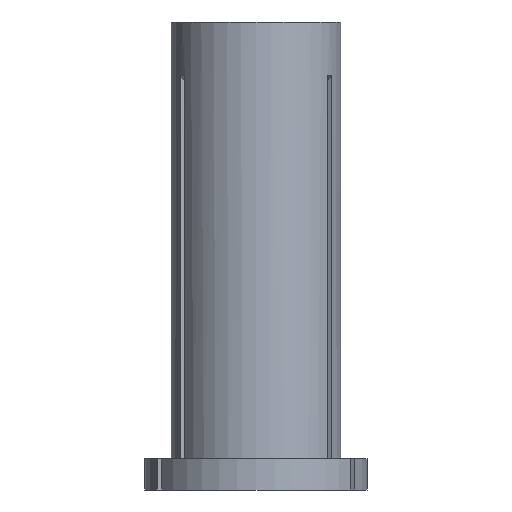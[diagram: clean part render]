
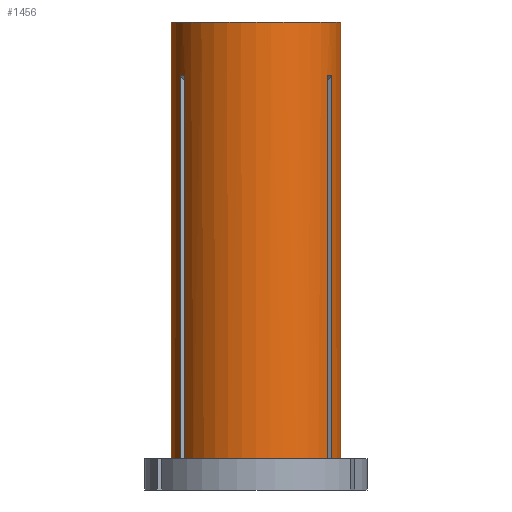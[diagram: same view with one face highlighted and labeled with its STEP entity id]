
A CAD part, front view. The second image highlights one B-rep face of the part: STEP entity #1456.
In plain terms, the highlighted cylindrical face has radius 9.525 mm (diameter 19.05 mm), a partial arc.
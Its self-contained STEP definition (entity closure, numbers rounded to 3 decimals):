
#3 = LINE ( 'NONE', #1358, #657 ) ;
#28 = VERTEX_POINT ( 'NONE', #146 ) ;
#34 = DIRECTION ( 'NONE',  ( 0., 0., 1. ) ) ;
#36 = EDGE_CURVE ( 'NONE', #968, #1046, #350, .T. ) ;
#38 = EDGE_LOOP ( 'NONE', ( #1165, #1364, #863, #1302, #561, #178, #179, #1465, #649, #541, #317, #1125 ) ) ;
#44 = FACE_OUTER_BOUND ( 'NONE', #38, .T. ) ;
#58 = LINE ( 'NONE', #677, #1318 ) ;
#73 = EDGE_CURVE ( 'NONE', #793, #1268, #543, .T. ) ;
#74 = CARTESIAN_POINT ( 'NONE',  ( 7.988, -5.189, -6.014 ) ) ;
#81 = CARTESIAN_POINT ( 'NONE',  ( -9.525, 0., -49. ) ) ;
#97 = VERTEX_POINT ( 'NONE', #300 ) ;
#117 = VECTOR ( 'NONE', #640, 1000. ) ;
#135 = VECTOR ( 'NONE', #238, 1000. ) ;
#139 = VECTOR ( 'NONE', #1449, 1000. ) ;
#142 = EDGE_CURVE ( 'NONE', #176, #1046, #608, .T. ) ;
#146 = CARTESIAN_POINT ( 'NONE',  ( 7.988, -5.189, -6.014 ) ) ;
#161 = EDGE_CURVE ( 'NONE', #388, #176, #985, .T. ) ;
#168 = DIRECTION ( 'NONE',  ( 1., 0., 0. ) ) ;
#176 = VERTEX_POINT ( 'NONE', #209 ) ;
#178 = ORIENTED_EDGE ( 'NONE', *, *, #304, .T. ) ;
#179 = ORIENTED_EDGE ( 'NONE', *, *, #936, .T. ) ;
#183 = AXIS2_PLACEMENT_3D ( 'NONE', #186, #1432, #168 ) ;
#186 = CARTESIAN_POINT ( 'NONE',  ( 0., 0., 0. ) ) ;
#195 = VERTEX_POINT ( 'NONE', #81 ) ;
#209 = CARTESIAN_POINT ( 'NONE',  ( 9.525, 0., -49. ) ) ;
#230 = CARTESIAN_POINT ( 'NONE',  ( -7.988, -5.189, -49. ) ) ;
#238 = DIRECTION ( 'NONE',  ( 0., 0., 1. ) ) ;
#254 = DIRECTION ( 'NONE',  ( 1., 0., 0. ) ) ;
#255 = EDGE_CURVE ( 'NONE', #388, #824, #728, .T. ) ;
#300 = CARTESIAN_POINT ( 'NONE',  ( -8.488, -4.323, -49. ) ) ;
#301 = CARTESIAN_POINT ( 'NONE',  ( 8.488, -4.323, -6.014 ) ) ;
#304 = EDGE_CURVE ( 'NONE', #1104, #669, #786, .T. ) ;
#317 = ORIENTED_EDGE ( 'NONE', *, *, #142, .T. ) ;
#321 = CARTESIAN_POINT ( 'NONE',  ( 8.488, -4.323, 0. ) ) ;
#327 = B_SPLINE_CURVE_WITH_KNOTS ( 'NONE', 3,
 ( #74, #1128, #776, #301 ),
 .UNSPECIFIED., .F., .F.,
 ( 4, 4 ),
 ( 0.05, 0.051 ),
 .UNSPECIFIED. ) ;
#332 = AXIS2_PLACEMENT_3D ( 'NONE', #1118, #765, #547 ) ;
#350 = CIRCLE ( 'NONE', #183, 9.525 ) ;
#387 = CARTESIAN_POINT ( 'NONE',  ( -9.525, 0., 0. ) ) ;
#388 = VERTEX_POINT ( 'NONE', #452 ) ;
#392 = CARTESIAN_POINT ( 'NONE',  ( -8.336, -4.62, -5.995 ) ) ;
#405 = DIRECTION ( 'NONE',  ( 0., 0., 1. ) ) ;
#452 = CARTESIAN_POINT ( 'NONE',  ( 8.488, -4.323, -49. ) ) ;
#474 = CIRCLE ( 'NONE', #618, 9.525 ) ;
#517 = CARTESIAN_POINT ( 'NONE',  ( -8.17, -4.908, -5.995 ) ) ;
#541 = ORIENTED_EDGE ( 'NONE', *, *, #161, .T. ) ;
#543 = B_SPLINE_CURVE_WITH_KNOTS ( 'NONE', 3,
 ( #735, #392, #517, #1310 ),
 .UNSPECIFIED., .F., .F.,
 ( 4, 4 ),
 ( 0.05, 0.051 ),
 .UNSPECIFIED. ) ;
#547 = DIRECTION ( 'NONE',  ( 1., 0., 0. ) ) ;
#561 = ORIENTED_EDGE ( 'NONE', *, *, #815, .F. ) ;
#562 = CARTESIAN_POINT ( 'NONE',  ( -8.488, -4.323, -6.014 ) ) ;
#582 = CARTESIAN_POINT ( 'NONE',  ( 7.988, -5.189, 0. ) ) ;
#608 = LINE ( 'NONE', #635, #117 ) ;
#618 = AXIS2_PLACEMENT_3D ( 'NONE', #1241, #902, #254 ) ;
#635 = CARTESIAN_POINT ( 'NONE',  ( 9.525, 0., 0. ) ) ;
#640 = DIRECTION ( 'NONE',  ( 0., 0., 1. ) ) ;
#649 = ORIENTED_EDGE ( 'NONE', *, *, #255, .F. ) ;
#657 = VECTOR ( 'NONE', #34, 1000. ) ;
#669 = VERTEX_POINT ( 'NONE', #1013 ) ;
#677 = CARTESIAN_POINT ( 'NONE',  ( -7.988, -5.189, 0. ) ) ;
#692 = DIRECTION ( 'NONE',  ( 0., 0., 1. ) ) ;
#725 = LINE ( 'NONE', #1254, #135 ) ;
#728 = LINE ( 'NONE', #321, #139 ) ;
#735 = CARTESIAN_POINT ( 'NONE',  ( -8.488, -4.323, -6.014 ) ) ;
#765 = DIRECTION ( 'NONE',  ( 0., 0., 1. ) ) ;
#776 = CARTESIAN_POINT ( 'NONE',  ( 8.336, -4.621, -5.995 ) ) ;
#785 = VECTOR ( 'NONE', #692, 1000. ) ;
#786 = CIRCLE ( 'NONE', #1099, 9.525 ) ;
#793 = VERTEX_POINT ( 'NONE', #562 ) ;
#794 = EDGE_CURVE ( 'NONE', #97, #793, #725, .T. ) ;
#815 = EDGE_CURVE ( 'NONE', #1104, #1268, #58, .T. ) ;
#824 = VERTEX_POINT ( 'NONE', #904 ) ;
#863 = ORIENTED_EDGE ( 'NONE', *, *, #794, .T. ) ;
#902 = DIRECTION ( 'NONE',  ( 0., 0., 1. ) ) ;
#904 = CARTESIAN_POINT ( 'NONE',  ( 8.488, -4.323, -6.014 ) ) ;
#936 = EDGE_CURVE ( 'NONE', #669, #28, #1160, .T. ) ;
#968 = VERTEX_POINT ( 'NONE', #387 ) ;
#985 = CIRCLE ( 'NONE', #332, 9.525 ) ;
#1013 = CARTESIAN_POINT ( 'NONE',  ( 7.988, -5.189, -49. ) ) ;
#1021 = DIRECTION ( 'NONE',  ( 0., 0., 1. ) ) ;
#1041 = CARTESIAN_POINT ( 'NONE',  ( -7.988, -5.189, -6.014 ) ) ;
#1046 = VERTEX_POINT ( 'NONE', #1192 ) ;
#1073 = DIRECTION ( 'NONE',  ( 1., 0., 0. ) ) ;
#1099 = AXIS2_PLACEMENT_3D ( 'NONE', #1470, #1255, #1351 ) ;
#1104 = VERTEX_POINT ( 'NONE', #230 ) ;
#1117 = EDGE_CURVE ( 'NONE', #28, #824, #327, .T. ) ;
#1118 = CARTESIAN_POINT ( 'NONE',  ( 0., 0., -49. ) ) ;
#1125 = ORIENTED_EDGE ( 'NONE', *, *, #36, .F. ) ;
#1128 = CARTESIAN_POINT ( 'NONE',  ( 8.169, -4.91, -5.995 ) ) ;
#1160 = LINE ( 'NONE', #582, #785 ) ;
#1165 = ORIENTED_EDGE ( 'NONE', *, *, #1315, .F. ) ;
#1192 = CARTESIAN_POINT ( 'NONE',  ( 9.525, 0., 0. ) ) ;
#1201 = CARTESIAN_POINT ( 'NONE',  ( 0., 0., 0. ) ) ;
#1241 = CARTESIAN_POINT ( 'NONE',  ( 0., 0., -49. ) ) ;
#1254 = CARTESIAN_POINT ( 'NONE',  ( -8.488, -4.323, 0. ) ) ;
#1255 = DIRECTION ( 'NONE',  ( 0., 0., 1. ) ) ;
#1268 = VERTEX_POINT ( 'NONE', #1041 ) ;
#1275 = EDGE_CURVE ( 'NONE', #195, #97, #474, .T. ) ;
#1302 = ORIENTED_EDGE ( 'NONE', *, *, #73, .T. ) ;
#1310 = CARTESIAN_POINT ( 'NONE',  ( -7.988, -5.189, -6.014 ) ) ;
#1315 = EDGE_CURVE ( 'NONE', #195, #968, #3, .T. ) ;
#1318 = VECTOR ( 'NONE', #1021, 1000. ) ;
#1334 = CYLINDRICAL_SURFACE ( 'NONE', #1337, 9.525 ) ;
#1337 = AXIS2_PLACEMENT_3D ( 'NONE', #1201, #405, #1073 ) ;
#1351 = DIRECTION ( 'NONE',  ( 1., 0., 0. ) ) ;
#1358 = CARTESIAN_POINT ( 'NONE',  ( -9.525, 0., 0. ) ) ;
#1364 = ORIENTED_EDGE ( 'NONE', *, *, #1275, .T. ) ;
#1432 = DIRECTION ( 'NONE',  ( 0., 0., 1. ) ) ;
#1449 = DIRECTION ( 'NONE',  ( 0., 0., 1. ) ) ;
#1456 = ADVANCED_FACE ( 'NONE', ( #44 ), #1334, .T. ) ;
#1465 = ORIENTED_EDGE ( 'NONE', *, *, #1117, .T. ) ;
#1470 = CARTESIAN_POINT ( 'NONE',  ( 0., 0., -49. ) ) ;
